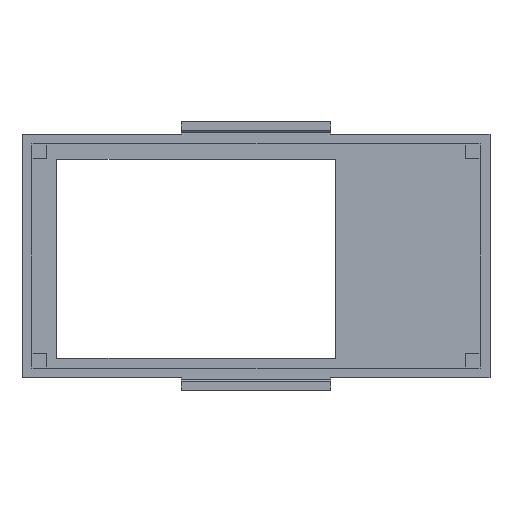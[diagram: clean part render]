
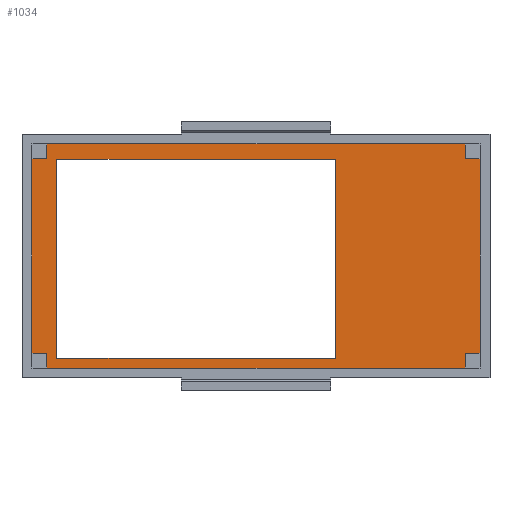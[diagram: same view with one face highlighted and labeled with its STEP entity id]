
A CAD part, front view. The second image highlights one B-rep face of the part: STEP entity #1034.
In plain terms, the highlighted planar face has unit normal (0, -1, 0).
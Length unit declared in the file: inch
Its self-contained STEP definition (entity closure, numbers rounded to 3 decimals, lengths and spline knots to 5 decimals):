
#17=FACE_BOUND('',#126,.T.);
#70=FACE_OUTER_BOUND('',#125,.T.);
#125=EDGE_LOOP('',(#913,#914,#915,#916,#917,#918,#919,#920,#921,#922,#923,
#924));
#126=EDGE_LOOP('',(#925,#926,#927,#928));
#128=LINE('',#1366,#270);
#132=LINE('',#1375,#274);
#136=LINE('',#1384,#278);
#140=LINE('',#1393,#282);
#144=LINE('',#1401,#286);
#147=LINE('',#1406,#289);
#150=LINE('',#1412,#292);
#154=LINE('',#1419,#296);
#157=LINE('',#1425,#299);
#161=LINE('',#1432,#303);
#165=LINE('',#1440,#307);
#168=LINE('',#1445,#310);
#262=LINE('',#1635,#404);
#265=LINE('',#1640,#407);
#267=LINE('',#1644,#409);
#268=LINE('',#1646,#410);
#270=VECTOR('',#1115,1.95);
#274=VECTOR('',#1121,4.2);
#278=VECTOR('',#1127,4.2);
#282=VECTOR('',#1133,1.95);
#286=VECTOR('',#1139,0.15);
#289=VECTOR('',#1144,0.15);
#292=VECTOR('',#1149,0.15);
#296=VECTOR('',#1155,0.15);
#299=VECTOR('',#1160,0.15);
#303=VECTOR('',#1166,0.15);
#307=VECTOR('',#1172,0.15);
#310=VECTOR('',#1177,0.15);
#404=VECTOR('',#1345,2.);
#407=VECTOR('',#1350,2.8);
#409=VECTOR('',#1354,2.);
#410=VECTOR('',#1357,2.8);
#411=VERTEX_POINT('',#1362);
#413=VERTEX_POINT('',#1365);
#415=VERTEX_POINT('',#1371);
#417=VERTEX_POINT('',#1374);
#419=VERTEX_POINT('',#1380);
#421=VERTEX_POINT('',#1383);
#423=VERTEX_POINT('',#1389);
#425=VERTEX_POINT('',#1392);
#427=VERTEX_POINT('',#1398);
#431=VERTEX_POINT('',#1411);
#435=VERTEX_POINT('',#1424);
#439=VERTEX_POINT('',#1437);
#499=VERTEX_POINT('',#1632);
#500=VERTEX_POINT('',#1634);
#501=VERTEX_POINT('',#1638);
#502=VERTEX_POINT('',#1642);
#504=EDGE_CURVE('',#413,#411,#128,.T.);
#508=EDGE_CURVE('',#417,#415,#132,.T.);
#512=EDGE_CURVE('',#421,#419,#136,.T.);
#516=EDGE_CURVE('',#425,#423,#140,.T.);
#520=EDGE_CURVE('',#419,#427,#144,.T.);
#523=EDGE_CURVE('',#427,#413,#147,.T.);
#526=EDGE_CURVE('',#423,#431,#150,.T.);
#530=EDGE_CURVE('',#431,#421,#154,.T.);
#533=EDGE_CURVE('',#411,#435,#157,.T.);
#537=EDGE_CURVE('',#435,#417,#161,.T.);
#541=EDGE_CURVE('',#415,#439,#165,.T.);
#544=EDGE_CURVE('',#439,#425,#168,.T.);
#638=EDGE_CURVE('',#500,#499,#262,.T.);
#641=EDGE_CURVE('',#499,#501,#265,.T.);
#643=EDGE_CURVE('',#502,#501,#267,.T.);
#644=EDGE_CURVE('',#500,#502,#268,.T.);
#913=ORIENTED_EDGE('',*,*,#533,.T.);
#914=ORIENTED_EDGE('',*,*,#537,.T.);
#915=ORIENTED_EDGE('',*,*,#508,.T.);
#916=ORIENTED_EDGE('',*,*,#541,.T.);
#917=ORIENTED_EDGE('',*,*,#544,.T.);
#918=ORIENTED_EDGE('',*,*,#516,.T.);
#919=ORIENTED_EDGE('',*,*,#526,.T.);
#920=ORIENTED_EDGE('',*,*,#530,.T.);
#921=ORIENTED_EDGE('',*,*,#512,.T.);
#922=ORIENTED_EDGE('',*,*,#520,.T.);
#923=ORIENTED_EDGE('',*,*,#523,.T.);
#924=ORIENTED_EDGE('',*,*,#504,.T.);
#925=ORIENTED_EDGE('',*,*,#638,.T.);
#926=ORIENTED_EDGE('',*,*,#641,.T.);
#927=ORIENTED_EDGE('',*,*,#643,.F.);
#928=ORIENTED_EDGE('',*,*,#644,.F.);
#981=PLANE('',#1109);
#1034=ADVANCED_FACE('',(#70,#17),#981,.F.);
#1109=AXIS2_PLACEMENT_3D('',#1647,#1358,#1359);
#1115=DIRECTION('',(0.,0.,-1.));
#1121=DIRECTION('',(1.,0.,0.));
#1127=DIRECTION('',(-1.,0.,0.));
#1133=DIRECTION('',(0.,0.,1.));
#1139=DIRECTION('',(0.,0.,-1.));
#1144=DIRECTION('',(-1.,0.,0.));
#1149=DIRECTION('',(-1.,0.,0.));
#1155=DIRECTION('',(0.,0.,1.));
#1160=DIRECTION('',(1.,0.,0.));
#1166=DIRECTION('',(0.,0.,-1.));
#1172=DIRECTION('',(0.,0.,1.));
#1177=DIRECTION('',(1.,0.,0.));
#1345=DIRECTION('',(0.,0.,1.));
#1350=DIRECTION('',(1.,0.,0.));
#1354=DIRECTION('',(0.,0.,1.));
#1357=DIRECTION('',(1.,0.,0.));
#1358=DIRECTION('center_axis',(0.,1.,0.));
#1359=DIRECTION('ref_axis',(0.,0.,1.));
#1362=CARTESIAN_POINT('',(0.,0.15,-2.1));
#1365=CARTESIAN_POINT('',(0.,0.15,-0.15));
#1366=CARTESIAN_POINT('',(0.,0.15,-0.15));
#1371=CARTESIAN_POINT('',(4.35,0.15,-2.25));
#1374=CARTESIAN_POINT('',(0.15,0.15,-2.25));
#1375=CARTESIAN_POINT('',(0.15,0.15,-2.25));
#1380=CARTESIAN_POINT('',(0.15,0.15,0.));
#1383=CARTESIAN_POINT('',(4.35,0.15,0.));
#1384=CARTESIAN_POINT('',(4.35,0.15,0.));
#1389=CARTESIAN_POINT('',(4.5,0.15,-0.15));
#1392=CARTESIAN_POINT('',(4.5,0.15,-2.1));
#1393=CARTESIAN_POINT('',(4.5,0.15,-2.1));
#1398=CARTESIAN_POINT('',(0.15,0.15,-0.15));
#1401=CARTESIAN_POINT('',(0.15,0.15,0.));
#1406=CARTESIAN_POINT('',(0.15,0.15,-0.15));
#1411=CARTESIAN_POINT('',(4.35,0.15,-0.15));
#1412=CARTESIAN_POINT('',(4.5,0.15,-0.15));
#1419=CARTESIAN_POINT('',(4.35,0.15,-0.15));
#1424=CARTESIAN_POINT('',(0.15,0.15,-2.1));
#1425=CARTESIAN_POINT('',(0.,0.15,-2.1));
#1432=CARTESIAN_POINT('',(0.15,0.15,-2.1));
#1437=CARTESIAN_POINT('',(4.35,0.15,-2.1));
#1440=CARTESIAN_POINT('',(4.35,0.15,-2.25));
#1445=CARTESIAN_POINT('',(4.35,0.15,-2.1));
#1632=CARTESIAN_POINT('',(0.25,0.15,-0.15305));
#1634=CARTESIAN_POINT('',(0.25,0.15,-2.15305));
#1635=CARTESIAN_POINT('',(0.25,0.15,-2.15305));
#1638=CARTESIAN_POINT('',(3.05,0.15,-0.15305));
#1640=CARTESIAN_POINT('',(0.25,0.15,-0.15305));
#1642=CARTESIAN_POINT('',(3.05,0.15,-2.15305));
#1644=CARTESIAN_POINT('',(3.05,0.15,-2.15305));
#1646=CARTESIAN_POINT('',(0.25,0.15,-2.15305));
#1647=CARTESIAN_POINT('Origin',(0.,0.15,0.));
